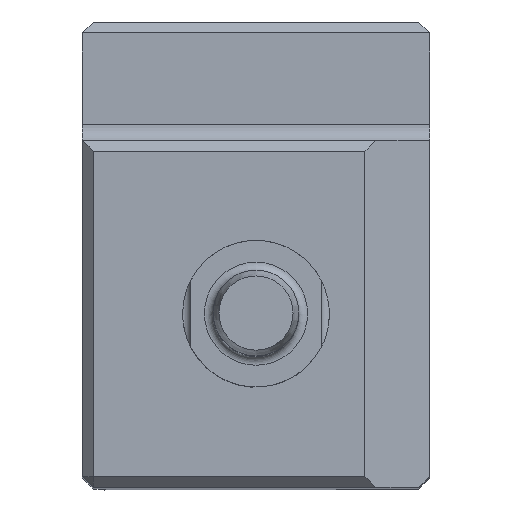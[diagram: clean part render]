
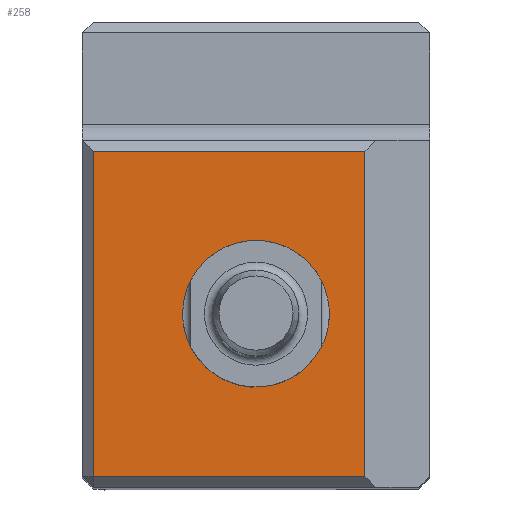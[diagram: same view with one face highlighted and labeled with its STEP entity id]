
A CAD part, top view. The second image highlights one B-rep face of the part: STEP entity #258.
In plain terms, the highlighted planar face has unit normal (0, 0, 1).
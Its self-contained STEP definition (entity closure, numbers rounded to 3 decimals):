
#258=ADVANCED_FACE('',(#451,#452),#351,.F.);
#351=PLANE('',#1688);
#406=CIRCLE('',#1687,3.375);
#451=FACE_BOUND('',#493,.T.);
#452=FACE_BOUND('',#494,.T.);
#493=EDGE_LOOP('',(#607,#608,#609,#610));
#494=EDGE_LOOP('',(#611));
#607=ORIENTED_EDGE('',*,*,#1173,.F.);
#608=ORIENTED_EDGE('',*,*,#1174,.T.);
#609=ORIENTED_EDGE('',*,*,#1175,.T.);
#610=ORIENTED_EDGE('',*,*,#1176,.T.);
#611=ORIENTED_EDGE('',*,*,#1177,.F.);
#1029=VERTEX_POINT('',#2308);
#1030=VERTEX_POINT('',#2309);
#1031=VERTEX_POINT('',#2311);
#1032=VERTEX_POINT('',#2313);
#1033=VERTEX_POINT('',#2316);
#1173=EDGE_CURVE('',#1029,#1030,#1384,.T.);
#1174=EDGE_CURVE('',#1029,#1031,#1385,.T.);
#1175=EDGE_CURVE('',#1031,#1032,#1386,.T.);
#1176=EDGE_CURVE('',#1032,#1030,#1387,.T.);
#1177=EDGE_CURVE('',#1033,#1033,#406,.T.);
#1384=LINE('',#2307,#1503);
#1385=LINE('',#2310,#1504);
#1386=LINE('',#2312,#1505);
#1387=LINE('',#2314,#1506);
#1503=VECTOR('',#1857,1.);
#1504=VECTOR('',#1858,1.);
#1505=VECTOR('',#1859,1.);
#1506=VECTOR('',#1860,1.);
#1687=AXIS2_PLACEMENT_3D('',#2315,#1861,#1862);
#1688=AXIS2_PLACEMENT_3D('',#2317,#1863,#1864);
#1857=DIRECTION('',(0.,-1.,0.));
#1858=DIRECTION('',(-1.,0.,0.));
#1859=DIRECTION('',(0.,-1.,0.));
#1860=DIRECTION('',(1.,0.,0.));
#1861=DIRECTION('',(0.,0.,1.));
#1862=DIRECTION('',(-1.,0.,0.));
#1863=DIRECTION('',(0.,0.,-1.));
#1864=DIRECTION('',(-1.,0.,0.));
#2307=CARTESIAN_POINT('',(-2.974,21.5,0.));
#2308=CARTESIAN_POINT('',(-2.974,15.475,0.));
#2309=CARTESIAN_POINT('',(-2.974,0.5,0.));
#2310=CARTESIAN_POINT('',(-15.975,15.475,0.));
#2311=CARTESIAN_POINT('',(-15.475,15.475,0.));
#2312=CARTESIAN_POINT('',(-15.475,21.5,0.));
#2313=CARTESIAN_POINT('',(-15.475,0.5,0.));
#2314=CARTESIAN_POINT('',(-15.975,0.5,0.));
#2315=CARTESIAN_POINT('',(-7.988,7.987,0.));
#2316=CARTESIAN_POINT('',(-11.363,7.987,0.));
#2317=CARTESIAN_POINT('',(-15.975,21.5,0.));
